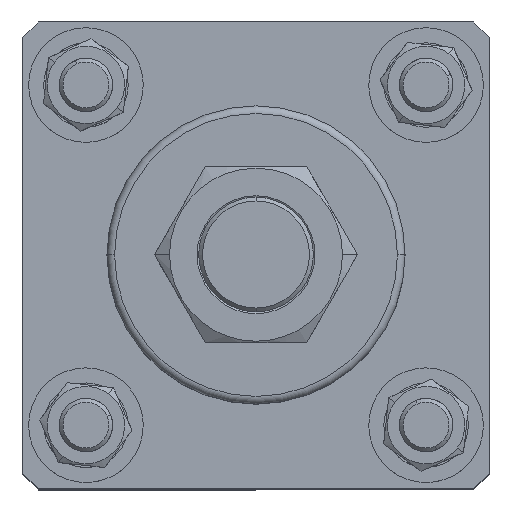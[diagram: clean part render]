
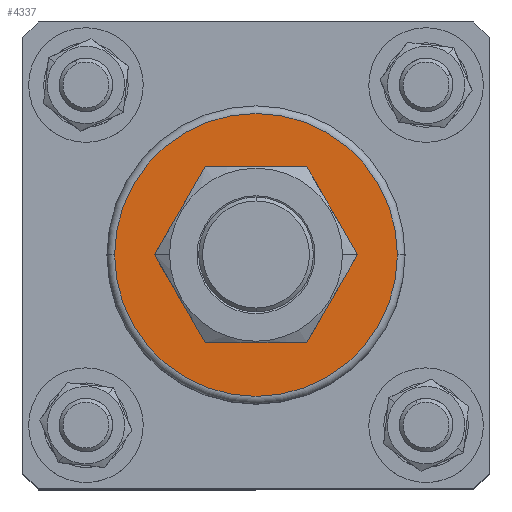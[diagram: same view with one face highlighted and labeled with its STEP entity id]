
A CAD part, top view. The second image highlights one B-rep face of the part: STEP entity #4337.
In plain terms, the highlighted planar face has unit normal (0, 0, 1).
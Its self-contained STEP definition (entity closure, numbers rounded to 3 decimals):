
#228 = CARTESIAN_POINT ( 'NONE',  ( 0., 0., 69. ) ) ;
#229 = DIRECTION ( 'NONE',  ( 0., 0., 1. ) ) ;
#230 = DIRECTION ( 'NONE',  ( 1., 0., 0. ) ) ;
#487 = ORIENTED_EDGE ( 'NONE', *, *, #2310, .T. ) ;
#489 = ORIENTED_EDGE ( 'NONE', *, *, #2185, .T. ) ;
#491 = ORIENTED_EDGE ( 'NONE', *, *, #2256, .T. ) ;
#492 = ORIENTED_EDGE ( 'NONE', *, *, #2173, .T. ) ;
#733 = EDGE_LOOP ( 'NONE', ( #492, #491 ) ) ;
#765 = EDGE_LOOP ( 'NONE', ( #489, #487 ) ) ;
#831 = VERTEX_POINT ( 'NONE', #3957 ) ;
#833 = VERTEX_POINT ( 'NONE', #3956 ) ;
#834 = VERTEX_POINT ( 'NONE', #3953 ) ;
#930 = CARTESIAN_POINT ( 'NONE',  ( 0., 0., 69. ) ) ;
#931 = DIRECTION ( 'NONE',  ( 0., 0., 1. ) ) ;
#932 = DIRECTION ( 'NONE',  ( 1., 0., 0. ) ) ;
#1124 = CARTESIAN_POINT ( 'NONE',  ( 0., 0., 69. ) ) ;
#1125 = DIRECTION ( 'NONE',  ( 0., 0., -1. ) ) ;
#1126 = DIRECTION ( 'NONE',  ( 1., 0., 0. ) ) ;
#2173 = EDGE_CURVE ( 'NONE', #831, #6768, #3625, .T. ) ;
#2185 = EDGE_CURVE ( 'NONE', #834, #833, #3611, .T. ) ;
#2256 = EDGE_CURVE ( 'NONE', #6768, #831, #5758, .T. ) ;
#2310 = EDGE_CURVE ( 'NONE', #833, #834, #5702, .T. ) ;
#2792 = CARTESIAN_POINT ( 'NONE',  ( 0., 0., 69. ) ) ;
#2793 = DIRECTION ( 'NONE',  ( 0., 0., -1. ) ) ;
#2794 = DIRECTION ( 'NONE',  ( 1., 0., 0. ) ) ;
#3611 = CIRCLE ( 'NONE', #5171, 21. ) ;
#3625 = CIRCLE ( 'NONE', #5179, 37. ) ;
#3953 = CARTESIAN_POINT ( 'NONE',  ( 21., 0., 69. ) ) ;
#3956 = CARTESIAN_POINT ( 'NONE',  ( -21., 0., 69. ) ) ;
#3957 = CARTESIAN_POINT ( 'NONE',  ( 37., 0., 69. ) ) ;
#4117 = CARTESIAN_POINT ( 'NONE',  ( 0., 0., 69. ) ) ;
#4120 = PLANE ( 'NONE',  #5048 ) ;
#4122 = DIRECTION ( 'NONE',  ( 0., 0., 1. ) ) ;
#4123 = DIRECTION ( 'NONE',  ( 1., 0., 0. ) ) ;
#4337 = ADVANCED_FACE ( 'NONE', ( #5653, #5641 ), #4120, .T. ) ;
#5048 = AXIS2_PLACEMENT_3D ( 'NONE', #4117, #4122, #4123 ) ;
#5091 = AXIS2_PLACEMENT_3D ( 'NONE', #1124, #1125, #1126 ) ;
#5120 = AXIS2_PLACEMENT_3D ( 'NONE', #930, #931, #932 ) ;
#5171 = AXIS2_PLACEMENT_3D ( 'NONE', #2792, #2793, #2794 ) ;
#5179 = AXIS2_PLACEMENT_3D ( 'NONE', #228, #229, #230 ) ;
#5641 = FACE_OUTER_BOUND ( 'NONE', #733, .T. ) ;
#5653 = FACE_BOUND ( 'NONE', #765, .T. ) ;
#5702 = CIRCLE ( 'NONE', #5091, 21. ) ;
#5758 = CIRCLE ( 'NONE', #5120, 37. ) ;
#6170 = CARTESIAN_POINT ( 'NONE',  ( -37., 0., 69. ) ) ;
#6768 = VERTEX_POINT ( 'NONE', #6170 ) ;
